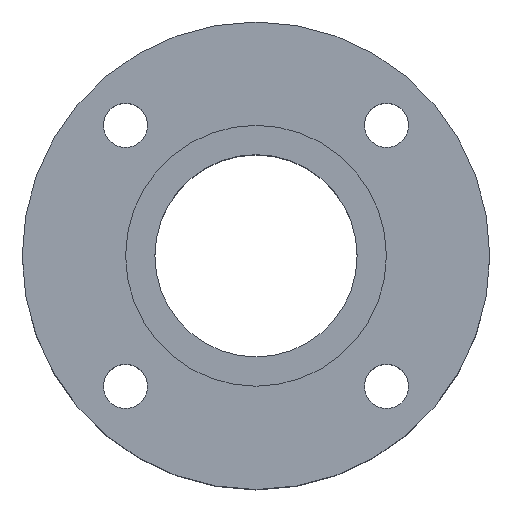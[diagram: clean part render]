
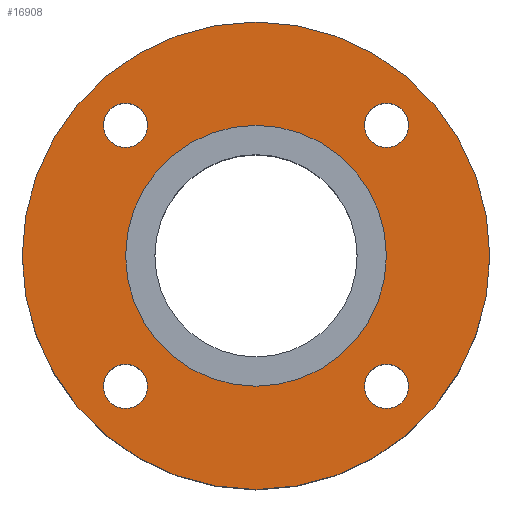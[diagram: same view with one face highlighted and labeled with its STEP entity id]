
A CAD part, top view. The second image highlights one B-rep face of the part: STEP entity #16908.
In plain terms, the highlighted planar face has unit normal (0, 0, 1).
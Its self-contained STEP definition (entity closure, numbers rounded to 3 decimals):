
#138 = EDGE_CURVE ( 'NONE', #26250, #22296, #16774, .T. ) ;
#285 = EDGE_CURVE ( 'NONE', #20015, #17721, #16276, .T. ) ;
#364 = AXIS2_PLACEMENT_3D ( 'NONE', #29238, #7994, #5357 ) ;
#816 = CARTESIAN_POINT ( 'NONE',  ( -53., 0., -0.4 ) ) ;
#971 = CARTESIAN_POINT ( 'NONE',  ( -44.033, -53.033, -0.4 ) ) ;
#1002 = EDGE_CURVE ( 'NONE', #22296, #26250, #16299, .T. ) ;
#1015 = CARTESIAN_POINT ( 'NONE',  ( -53.033, 53.033, -0.4 ) ) ;
#1225 = VERTEX_POINT ( 'NONE', #20814 ) ;
#1678 = CARTESIAN_POINT ( 'NONE',  ( 44.033, -53.033, -0.4 ) ) ;
#1939 = EDGE_CURVE ( 'NONE', #15460, #17489, #4819, .T. ) ;
#2389 = AXIS2_PLACEMENT_3D ( 'NONE', #11042, #16448, #9301 ) ;
#2409 = CARTESIAN_POINT ( 'NONE',  ( 0., 0., -0.4 ) ) ;
#2729 = DIRECTION ( 'NONE',  ( 0., 0., 1. ) ) ;
#2838 = AXIS2_PLACEMENT_3D ( 'NONE', #24235, #19124, #26247 ) ;
#2871 = DIRECTION ( 'NONE',  ( 0., 0., 1. ) ) ;
#3041 = DIRECTION ( 'NONE',  ( 0., 0., 1. ) ) ;
#3286 = ORIENTED_EDGE ( 'NONE', *, *, #7532, .F. ) ;
#3336 = CIRCLE ( 'NONE', #4321, 9. ) ;
#3526 = CIRCLE ( 'NONE', #16907, 9. ) ;
#3546 = DIRECTION ( 'NONE',  ( -1., 0., 0. ) ) ;
#3930 = CARTESIAN_POINT ( 'NONE',  ( 62.033, -53.033, -0.4 ) ) ;
#4321 = AXIS2_PLACEMENT_3D ( 'NONE', #29961, #18182, #7596 ) ;
#4819 = CIRCLE ( 'NONE', #364, 9. ) ;
#4895 = EDGE_CURVE ( 'NONE', #17489, #15460, #3336, .T. ) ;
#5216 = DIRECTION ( 'NONE',  ( 0., -1., 0. ) ) ;
#5357 = DIRECTION ( 'NONE',  ( 1., 0., 0. ) ) ;
#5360 = EDGE_LOOP ( 'NONE', ( #29173, #24086 ) ) ;
#5501 = ORIENTED_EDGE ( 'NONE', *, *, #21452, .F. ) ;
#5785 = ORIENTED_EDGE ( 'NONE', *, *, #285, .F. ) ;
#5832 = DIRECTION ( 'NONE',  ( 0., 1., 0. ) ) ;
#7532 = EDGE_CURVE ( 'NONE', #24339, #1225, #14654, .T. ) ;
#7589 = CARTESIAN_POINT ( 'NONE',  ( -53.033, -53.033, -0.4 ) ) ;
#7596 = DIRECTION ( 'NONE',  ( 1., 0., 0. ) ) ;
#7994 = DIRECTION ( 'NONE',  ( 0., 0., 1. ) ) ;
#8758 = CARTESIAN_POINT ( 'NONE',  ( -62.033, 53.033, -0.4 ) ) ;
#8764 = ORIENTED_EDGE ( 'NONE', *, *, #4895, .F. ) ;
#9301 = DIRECTION ( 'NONE',  ( -1., 0., 0. ) ) ;
#9354 = VERTEX_POINT ( 'NONE', #3930 ) ;
#9704 = DIRECTION ( 'NONE',  ( 1., 0., 0. ) ) ;
#9874 = CARTESIAN_POINT ( 'NONE',  ( -53.033, 53.033, -0.4 ) ) ;
#11042 = CARTESIAN_POINT ( 'NONE',  ( 0., 53., -0.4 ) ) ;
#11638 = FACE_OUTER_BOUND ( 'NONE', #5360, .T. ) ;
#11901 = DIRECTION ( 'NONE',  ( 0., 1., 0. ) ) ;
#12182 = CARTESIAN_POINT ( 'NONE',  ( 53., 0., -0.4 ) ) ;
#12213 = CARTESIAN_POINT ( 'NONE',  ( 53.033, -53.033, -0.4 ) ) ;
#12381 = CARTESIAN_POINT ( 'NONE',  ( 0., 0., -0.4 ) ) ;
#12413 = DIRECTION ( 'NONE',  ( 0., 0., 1. ) ) ;
#12482 = ORIENTED_EDGE ( 'NONE', *, *, #17225, .F. ) ;
#12534 = AXIS2_PLACEMENT_3D ( 'NONE', #9874, #2729, #11901 ) ;
#12880 = EDGE_LOOP ( 'NONE', ( #30113, #3286 ) ) ;
#13217 = EDGE_CURVE ( 'NONE', #28525, #9354, #19682, .T. ) ;
#14654 = CIRCLE ( 'NONE', #18595, 9. ) ;
#15214 = CARTESIAN_POINT ( 'NONE',  ( 0., 0., -0.4 ) ) ;
#15319 = DIRECTION ( 'NONE',  ( 0., 0., 1. ) ) ;
#15460 = VERTEX_POINT ( 'NONE', #18567 ) ;
#15641 = DIRECTION ( 'NONE',  ( 0., 0., 1. ) ) ;
#16276 = CIRCLE ( 'NONE', #17275, 9. ) ;
#16299 = CIRCLE ( 'NONE', #27686, 95. ) ;
#16373 = EDGE_LOOP ( 'NONE', ( #27160, #5785 ) ) ;
#16448 = DIRECTION ( 'NONE',  ( 0., 0., -1. ) ) ;
#16774 = CIRCLE ( 'NONE', #19261, 95. ) ;
#16907 = AXIS2_PLACEMENT_3D ( 'NONE', #12213, #3041, #5216 ) ;
#16908 = ADVANCED_FACE ( 'NONE', ( #30551, #28217, #22974, #28069, #25439, #11638 ), #21094, .F. ) ;
#17028 = CARTESIAN_POINT ( 'NONE',  ( 0., 0., -0.4 ) ) ;
#17153 = ORIENTED_EDGE ( 'NONE', *, *, #1939, .F. ) ;
#17225 = EDGE_CURVE ( 'NONE', #19603, #26905, #27749, .T. ) ;
#17275 = AXIS2_PLACEMENT_3D ( 'NONE', #7589, #12413, #3546 ) ;
#17489 = VERTEX_POINT ( 'NONE', #18228 ) ;
#17680 = DIRECTION ( 'NONE',  ( 1., 0., 0. ) ) ;
#17721 = VERTEX_POINT ( 'NONE', #971 ) ;
#18182 = DIRECTION ( 'NONE',  ( 0., 0., 1. ) ) ;
#18184 = EDGE_LOOP ( 'NONE', ( #23581, #12482 ) ) ;
#18228 = CARTESIAN_POINT ( 'NONE',  ( 62.033, 53.033, -0.4 ) ) ;
#18567 = CARTESIAN_POINT ( 'NONE',  ( 44.033, 53.033, -0.4 ) ) ;
#18595 = AXIS2_PLACEMENT_3D ( 'NONE', #1015, #15319, #5832 ) ;
#19124 = DIRECTION ( 'NONE',  ( 0., 0., 1. ) ) ;
#19261 = AXIS2_PLACEMENT_3D ( 'NONE', #15214, #24502, #17680 ) ;
#19347 = ORIENTED_EDGE ( 'NONE', *, *, #13217, .F. ) ;
#19603 = VERTEX_POINT ( 'NONE', #816 ) ;
#19608 = EDGE_LOOP ( 'NONE', ( #5501, #19347 ) ) ;
#19682 = CIRCLE ( 'NONE', #2838, 9. ) ;
#19973 = CIRCLE ( 'NONE', #12534, 9. ) ;
#19978 = DIRECTION ( 'NONE',  ( 1., 0., 0. ) ) ;
#20015 = VERTEX_POINT ( 'NONE', #26075 ) ;
#20814 = CARTESIAN_POINT ( 'NONE',  ( -44.033, 53.033, -0.4 ) ) ;
#21058 = CARTESIAN_POINT ( 'NONE',  ( -95., 0., -0.4 ) ) ;
#21094 = PLANE ( 'NONE',  #2389 ) ;
#21452 = EDGE_CURVE ( 'NONE', #9354, #28525, #3526, .T. ) ;
#21834 = DIRECTION ( 'NONE',  ( 1., 0., 0. ) ) ;
#21956 = CIRCLE ( 'NONE', #22953, 53. ) ;
#22141 = CARTESIAN_POINT ( 'NONE',  ( -53.033, -53.033, -0.4 ) ) ;
#22296 = VERTEX_POINT ( 'NONE', #21058 ) ;
#22449 = EDGE_CURVE ( 'NONE', #17721, #20015, #28288, .T. ) ;
#22603 = DIRECTION ( 'NONE',  ( -1., 0., 0. ) ) ;
#22864 = AXIS2_PLACEMENT_3D ( 'NONE', #22141, #15641, #22603 ) ;
#22953 = AXIS2_PLACEMENT_3D ( 'NONE', #12381, #23997, #21834 ) ;
#22974 = FACE_BOUND ( 'NONE', #12880, .T. ) ;
#23581 = ORIENTED_EDGE ( 'NONE', *, *, #27539, .F. ) ;
#23997 = DIRECTION ( 'NONE',  ( 0., 0., 1. ) ) ;
#24086 = ORIENTED_EDGE ( 'NONE', *, *, #1002, .T. ) ;
#24235 = CARTESIAN_POINT ( 'NONE',  ( 53.033, -53.033, -0.4 ) ) ;
#24339 = VERTEX_POINT ( 'NONE', #8758 ) ;
#24502 = DIRECTION ( 'NONE',  ( 0., 0., 1. ) ) ;
#25272 = AXIS2_PLACEMENT_3D ( 'NONE', #2409, #2871, #9704 ) ;
#25439 = FACE_BOUND ( 'NONE', #18184, .T. ) ;
#25596 = CARTESIAN_POINT ( 'NONE',  ( 95., 0., -0.4 ) ) ;
#25789 = EDGE_CURVE ( 'NONE', #1225, #24339, #19973, .T. ) ;
#26075 = CARTESIAN_POINT ( 'NONE',  ( -62.033, -53.033, -0.4 ) ) ;
#26247 = DIRECTION ( 'NONE',  ( 0., -1., 0. ) ) ;
#26250 = VERTEX_POINT ( 'NONE', #25596 ) ;
#26470 = DIRECTION ( 'NONE',  ( 0., 0., 1. ) ) ;
#26832 = EDGE_LOOP ( 'NONE', ( #8764, #17153 ) ) ;
#26905 = VERTEX_POINT ( 'NONE', #12182 ) ;
#27160 = ORIENTED_EDGE ( 'NONE', *, *, #22449, .F. ) ;
#27539 = EDGE_CURVE ( 'NONE', #26905, #19603, #21956, .T. ) ;
#27686 = AXIS2_PLACEMENT_3D ( 'NONE', #17028, #26470, #19978 ) ;
#27749 = CIRCLE ( 'NONE', #25272, 53. ) ;
#28069 = FACE_BOUND ( 'NONE', #26832, .T. ) ;
#28217 = FACE_BOUND ( 'NONE', #16373, .T. ) ;
#28288 = CIRCLE ( 'NONE', #22864, 9. ) ;
#28525 = VERTEX_POINT ( 'NONE', #1678 ) ;
#29173 = ORIENTED_EDGE ( 'NONE', *, *, #138, .T. ) ;
#29238 = CARTESIAN_POINT ( 'NONE',  ( 53.033, 53.033, -0.4 ) ) ;
#29961 = CARTESIAN_POINT ( 'NONE',  ( 53.033, 53.033, -0.4 ) ) ;
#30113 = ORIENTED_EDGE ( 'NONE', *, *, #25789, .F. ) ;
#30551 = FACE_BOUND ( 'NONE', #19608, .T. ) ;
